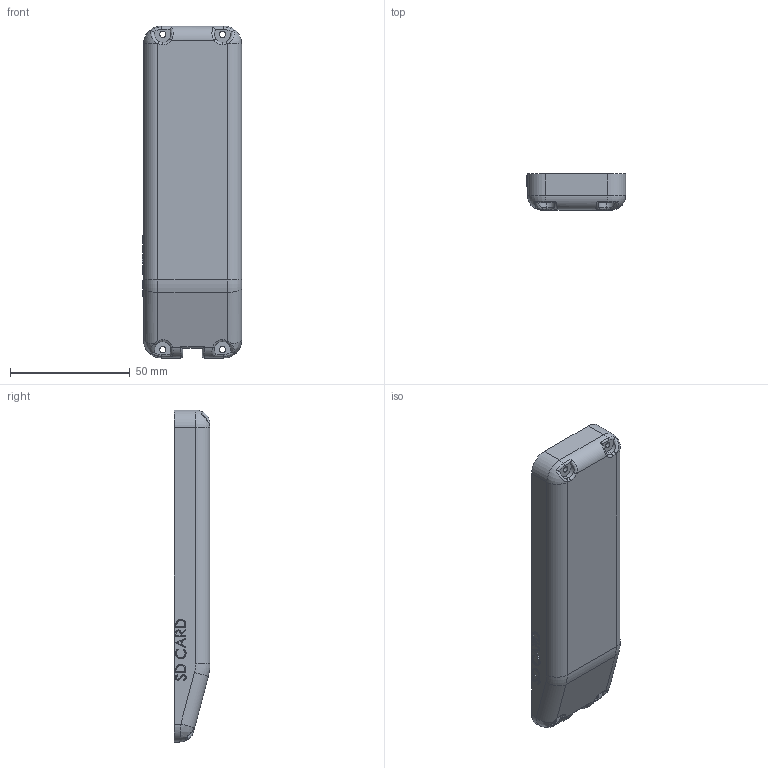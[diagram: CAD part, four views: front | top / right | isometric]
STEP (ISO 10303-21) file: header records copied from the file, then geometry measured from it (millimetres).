
FILE_DESCRIPTION (( 'STEP AP214' ), '1' );
FILE_NAME ('peça inferior.STEP', '2014-11-03T23:17:45', ( 'Samsung' ), ( '' ), 'SwSTEP 2.0', 'SolidWorks 2012', '' );
FILE_SCHEMA (( 'AUTOMOTIVE_DESIGN' ));
Length unit declared in the file: millimetre
Products named in the file (1): pe蓷 inferior
Bounding box: 41.5 x 15 x 138.8 mm (x, y, z)
Volume: 31344.5 mm3; surface area: 19305.2 mm2
Topology: 1 solids, 1 shells, 253 faces, 645 edges, 403 vertices
Faces by surface type: plane 84, cylinder 74, bspline 65, torus 25, sphere 5
Entity records: 13309 total; most frequent: CARTESIAN_POINT 7589, ORIENTED_EDGE 1280, DIRECTION 1031, EDGE_CURVE 640, VERTEX_POINT 403, AXIS2_PLACEMENT_3D 364, LINE 303, VECTOR 303
